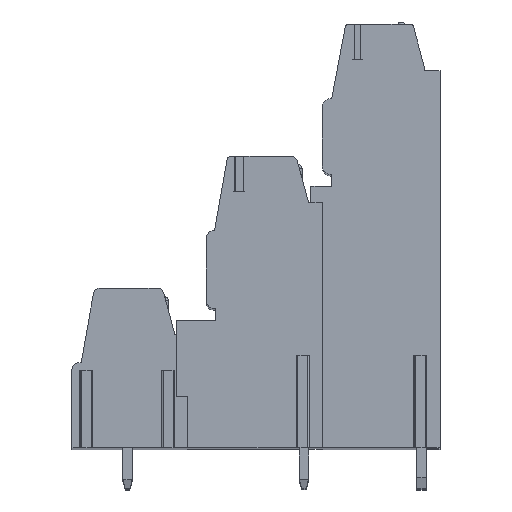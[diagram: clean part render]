
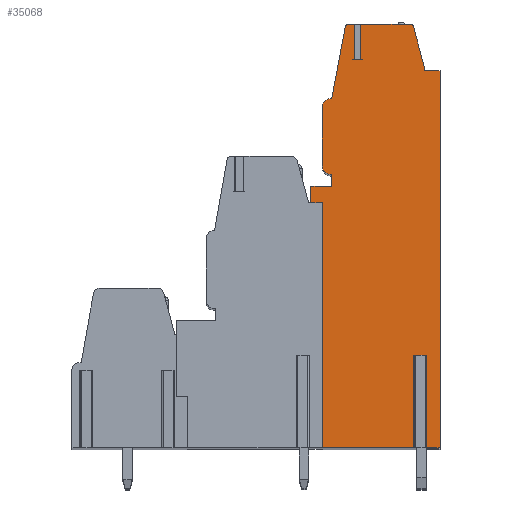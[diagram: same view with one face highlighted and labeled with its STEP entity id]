
A CAD part, top view. The second image highlights one B-rep face of the part: STEP entity #35068.
In plain terms, the highlighted planar face has unit normal (0, 0, 1).
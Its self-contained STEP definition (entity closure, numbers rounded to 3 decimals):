
#13=DIRECTION('',(0.,1.,0.));
#14=VECTOR('',#13,14.45);
#15=CARTESIAN_POINT('',(1.,-19.1,83.82));
#16=LINE('',#15,#14);
#17=DIRECTION('',(0.,-1.,0.));
#18=VECTOR('',#17,1.45);
#19=CARTESIAN_POINT('',(0.,3.5,83.82));
#20=LINE('',#19,#18);
#21=DIRECTION('',(-1.,0.,0.));
#22=VECTOR('',#21,1.8);
#23=CARTESIAN_POINT('',(1.8,3.5,83.82));
#24=LINE('',#23,#22);
#25=DIRECTION('',(0.,-1.,0.));
#26=VECTOR('',#25,1.);
#27=CARTESIAN_POINT('',(1.8,4.5,83.82));
#28=LINE('',#27,#26);
#29=CARTESIAN_POINT('',(1.8,5.3,83.82));
#30=DIRECTION('',(0.,0.,1.));
#31=DIRECTION('',(-1.,0.,0.));
#32=AXIS2_PLACEMENT_3D('',#29,#30,#31);
#34=DIRECTION('',(0.,-1.,0.));
#35=VECTOR('',#34,5.);
#36=CARTESIAN_POINT('',(1.,10.3,83.82));
#37=LINE('',#36,#35);
#38=CARTESIAN_POINT('',(1.8,10.3,83.82));
#39=DIRECTION('',(0.,0.,1.));
#40=DIRECTION('',(0.,1.,0.));
#41=AXIS2_PLACEMENT_3D('',#38,#39,#40);
#43=DIRECTION('',(-0.186,-0.983,0.));
#44=VECTOR('',#43,6.265);
#45=CARTESIAN_POINT('',(2.964,17.256,83.82));
#46=LINE('',#45,#44);
#47=CARTESIAN_POINT('',(3.259,17.2,83.82));
#48=DIRECTION('',(0.,0.,1.));
#49=DIRECTION('',(0.,1.,0.));
#50=AXIS2_PLACEMENT_3D('',#47,#48,#49);
#52=DIRECTION('',(-1.,0.,0.));
#53=VECTOR('',#52,0.551);
#54=CARTESIAN_POINT('',(3.81,17.5,83.82));
#55=LINE('',#54,#53);
#56=DIRECTION('',(0.,-1.,0.));
#57=VECTOR('',#56,3.05);
#58=CARTESIAN_POINT('',(3.81,17.5,83.82));
#59=LINE('',#58,#57);
#60=DIRECTION('',(1.,0.,0.));
#61=VECTOR('',#60,0.5);
#62=CARTESIAN_POINT('',(3.81,14.45,83.82));
#63=LINE('',#62,#61);
#64=DIRECTION('',(0.,-1.,0.));
#65=VECTOR('',#64,3.05);
#66=CARTESIAN_POINT('',(4.31,17.5,83.82));
#67=LINE('',#66,#65);
#68=DIRECTION('',(-1.,0.,0.));
#69=VECTOR('',#68,4.27);
#70=CARTESIAN_POINT('',(8.58,17.5,83.82));
#71=LINE('',#70,#69);
#72=CARTESIAN_POINT('',(8.58,17.2,83.82));
#73=DIRECTION('',(0.,0.,1.));
#74=DIRECTION('',(0.965,0.261,0.));
#75=AXIS2_PLACEMENT_3D('',#72,#73,#74);
#77=DIRECTION('',(-0.261,0.965,0.));
#78=VECTOR('',#77,3.539);
#79=CARTESIAN_POINT('',(9.792,13.861,83.82));
#80=LINE('',#79,#78);
#81=DIRECTION('',(-0.035,0.999,0.));
#82=VECTOR('',#81,0.361);
#83=CARTESIAN_POINT('',(9.805,13.5,83.82));
#84=LINE('',#83,#82);
#85=DIRECTION('',(-1.,0.,0.));
#86=VECTOR('',#85,1.355);
#87=CARTESIAN_POINT('',(11.16,13.5,83.82));
#88=LINE('',#87,#86);
#89=DIRECTION('',(0.,1.,0.));
#90=VECTOR('',#89,32.6);
#91=CARTESIAN_POINT('',(11.16,-19.1,83.82));
#92=LINE('',#91,#90);
#93=DIRECTION('',(1.,0.,0.));
#94=VECTOR('',#93,1.39);
#95=CARTESIAN_POINT('',(9.77,-19.1,83.82));
#96=LINE('',#95,#94);
#97=DIRECTION('',(0.,1.,0.));
#98=VECTOR('',#97,8.);
#99=CARTESIAN_POINT('',(9.77,-19.1,83.82));
#100=LINE('',#99,#98);
#101=DIRECTION('',(-1.,0.,0.));
#102=VECTOR('',#101,0.62);
#103=CARTESIAN_POINT('',(9.77,-11.1,83.82));
#104=LINE('',#103,#102);
#105=DIRECTION('',(0.,1.,0.));
#106=VECTOR('',#105,8.);
#107=CARTESIAN_POINT('',(9.15,-19.1,83.82));
#108=LINE('',#107,#106);
#109=DIRECTION('',(1.,0.,0.));
#110=VECTOR('',#109,8.15);
#111=CARTESIAN_POINT('',(1.,-19.1,83.82));
#112=LINE('',#111,#110);
#133=DIRECTION('',(-1.,0.,0.));
#134=VECTOR('',#133,1.195);
#135=CARTESIAN_POINT('',(1.,-4.65,83.82));
#136=LINE('',#135,#134);
#141=DIRECTION('',(-1.,0.,0.));
#142=VECTOR('',#141,0.195);
#143=CARTESIAN_POINT('',(0.,2.05,83.82));
#144=LINE('',#143,#142);
#827=DIRECTION('',(0.,-1.,0.));
#828=VECTOR('',#827,6.7);
#829=CARTESIAN_POINT('',(-0.195,2.05,83.82));
#830=LINE('',#829,#828);
#27673=CARTESIAN_POINT('',(11.16,-19.1,83.82));
#27674=CARTESIAN_POINT('',(11.16,13.5,83.82));
#27675=VERTEX_POINT('',#27673);
#27676=VERTEX_POINT('',#27674);
#27677=CARTESIAN_POINT('',(9.805,13.5,83.82));
#27678=VERTEX_POINT('',#27677);
#27679=CARTESIAN_POINT('',(9.792,13.861,83.82));
#27680=VERTEX_POINT('',#27679);
#27681=CARTESIAN_POINT('',(8.87,17.278,83.82));
#27682=VERTEX_POINT('',#27681);
#27683=CARTESIAN_POINT('',(8.58,17.5,83.82));
#27684=VERTEX_POINT('',#27683);
#27685=CARTESIAN_POINT('',(3.259,17.5,83.82));
#27686=CARTESIAN_POINT('',(2.964,17.256,83.82));
#27687=VERTEX_POINT('',#27685);
#27688=VERTEX_POINT('',#27686);
#27689=CARTESIAN_POINT('',(1.8,11.1,83.82));
#27690=VERTEX_POINT('',#27689);
#27691=CARTESIAN_POINT('',(1.,10.3,83.82));
#27692=VERTEX_POINT('',#27691);
#27693=CARTESIAN_POINT('',(1.,5.3,83.82));
#27694=VERTEX_POINT('',#27693);
#27695=CARTESIAN_POINT('',(1.8,4.5,83.82));
#27696=VERTEX_POINT('',#27695);
#27697=CARTESIAN_POINT('',(1.8,3.5,83.82));
#27698=VERTEX_POINT('',#27697);
#27699=CARTESIAN_POINT('',(0.,3.5,83.82));
#27700=VERTEX_POINT('',#27699);
#27799=CARTESIAN_POINT('',(1.,-19.1,83.82));
#27800=VERTEX_POINT('',#27799);
#27825=CARTESIAN_POINT('',(9.77,-11.1,83.82));
#27826=CARTESIAN_POINT('',(9.15,-11.1,83.82));
#27827=VERTEX_POINT('',#27825);
#27828=VERTEX_POINT('',#27826);
#27829=CARTESIAN_POINT('',(9.77,-19.1,83.82));
#27830=VERTEX_POINT('',#27829);
#27831=CARTESIAN_POINT('',(9.15,-19.1,83.82));
#27832=VERTEX_POINT('',#27831);
#27869=CARTESIAN_POINT('',(3.81,14.45,83.82));
#27870=CARTESIAN_POINT('',(4.31,14.45,83.82));
#27871=VERTEX_POINT('',#27869);
#27872=VERTEX_POINT('',#27870);
#27873=CARTESIAN_POINT('',(4.31,17.5,83.82));
#27874=VERTEX_POINT('',#27873);
#27875=CARTESIAN_POINT('',(3.81,17.5,83.82));
#27876=VERTEX_POINT('',#27875);
#28253=CARTESIAN_POINT('',(-0.195,-4.65,83.82));
#28255=VERTEX_POINT('',#28253);
#28257=CARTESIAN_POINT('',(0.,2.05,83.82));
#28258=CARTESIAN_POINT('',(-0.195,2.05,83.82));
#28259=VERTEX_POINT('',#28257);
#28260=VERTEX_POINT('',#28258);
#28265=CARTESIAN_POINT('',(1.,-4.65,83.82));
#28267=VERTEX_POINT('',#28265);
#35007=CARTESIAN_POINT('',(0.,0.,83.82));
#35008=DIRECTION('',(0.,0.,1.));
#35009=DIRECTION('',(1.,0.,0.));
#35010=AXIS2_PLACEMENT_3D('',#35007,#35008,#35009);
#35011=PLANE('',#35010);
#35013=ORIENTED_EDGE('',*,*,#35012,.T.);
#35015=ORIENTED_EDGE('',*,*,#35014,.T.);
#35017=ORIENTED_EDGE('',*,*,#35016,.F.);
#35019=ORIENTED_EDGE('',*,*,#35018,.F.);
#35021=ORIENTED_EDGE('',*,*,#35020,.F.);
#35023=ORIENTED_EDGE('',*,*,#35022,.F.);
#35025=ORIENTED_EDGE('',*,*,#35024,.F.);
#35027=ORIENTED_EDGE('',*,*,#35026,.F.);
#35029=ORIENTED_EDGE('',*,*,#35028,.F.);
#35031=ORIENTED_EDGE('',*,*,#35030,.F.);
#35033=ORIENTED_EDGE('',*,*,#35032,.F.);
#35035=ORIENTED_EDGE('',*,*,#35034,.F.);
#35037=ORIENTED_EDGE('',*,*,#35036,.F.);
#35039=ORIENTED_EDGE('',*,*,#35038,.T.);
#35041=ORIENTED_EDGE('',*,*,#35040,.T.);
#35043=ORIENTED_EDGE('',*,*,#35042,.F.);
#35045=ORIENTED_EDGE('',*,*,#35044,.F.);
#35047=ORIENTED_EDGE('',*,*,#35046,.F.);
#35049=ORIENTED_EDGE('',*,*,#35048,.F.);
#35051=ORIENTED_EDGE('',*,*,#35050,.F.);
#35053=ORIENTED_EDGE('',*,*,#35052,.F.);
#35055=ORIENTED_EDGE('',*,*,#35054,.F.);
#35057=ORIENTED_EDGE('',*,*,#35056,.F.);
#35059=ORIENTED_EDGE('',*,*,#35058,.T.);
#35061=ORIENTED_EDGE('',*,*,#35060,.T.);
#35063=ORIENTED_EDGE('',*,*,#35062,.F.);
#35065=ORIENTED_EDGE('',*,*,#35064,.F.);
#35066=EDGE_LOOP('',(#35013,#35015,#35017,#35019,#35021,#35023,#35025,#35027,
#35029,#35031,#35033,#35035,#35037,#35039,#35041,#35043,#35045,#35047,#35049,
#35051,#35053,#35055,#35057,#35059,#35061,#35063,#35065));
#35067=FACE_OUTER_BOUND('',#35066,.F.);
#33=CIRCLE('',#32,0.8);
#42=CIRCLE('',#41,0.8);
#51=CIRCLE('',#50,0.3);
#76=CIRCLE('',#75,0.3);
#35012=EDGE_CURVE('',#27800,#28267,#16,.T.);
#35014=EDGE_CURVE('',#28267,#28255,#136,.T.);
#35016=EDGE_CURVE('',#28260,#28255,#830,.T.);
#35018=EDGE_CURVE('',#28259,#28260,#144,.T.);
#35020=EDGE_CURVE('',#27700,#28259,#20,.T.);
#35022=EDGE_CURVE('',#27698,#27700,#24,.T.);
#35024=EDGE_CURVE('',#27696,#27698,#28,.T.);
#35026=EDGE_CURVE('',#27694,#27696,#33,.T.);
#35028=EDGE_CURVE('',#27692,#27694,#37,.T.);
#35030=EDGE_CURVE('',#27690,#27692,#42,.T.);
#35032=EDGE_CURVE('',#27688,#27690,#46,.T.);
#35034=EDGE_CURVE('',#27687,#27688,#51,.T.);
#35036=EDGE_CURVE('',#27876,#27687,#55,.T.);
#35038=EDGE_CURVE('',#27876,#27871,#59,.T.);
#35040=EDGE_CURVE('',#27871,#27872,#63,.T.);
#35042=EDGE_CURVE('',#27874,#27872,#67,.T.);
#35044=EDGE_CURVE('',#27684,#27874,#71,.T.);
#35046=EDGE_CURVE('',#27682,#27684,#76,.T.);
#35048=EDGE_CURVE('',#27680,#27682,#80,.T.);
#35050=EDGE_CURVE('',#27678,#27680,#84,.T.);
#35052=EDGE_CURVE('',#27676,#27678,#88,.T.);
#35054=EDGE_CURVE('',#27675,#27676,#92,.T.);
#35056=EDGE_CURVE('',#27830,#27675,#96,.T.);
#35058=EDGE_CURVE('',#27830,#27827,#100,.T.);
#35060=EDGE_CURVE('',#27827,#27828,#104,.T.);
#35062=EDGE_CURVE('',#27832,#27828,#108,.T.);
#35064=EDGE_CURVE('',#27800,#27832,#112,.T.);
#35068=ADVANCED_FACE('',(#35067),#35011,.T.);
